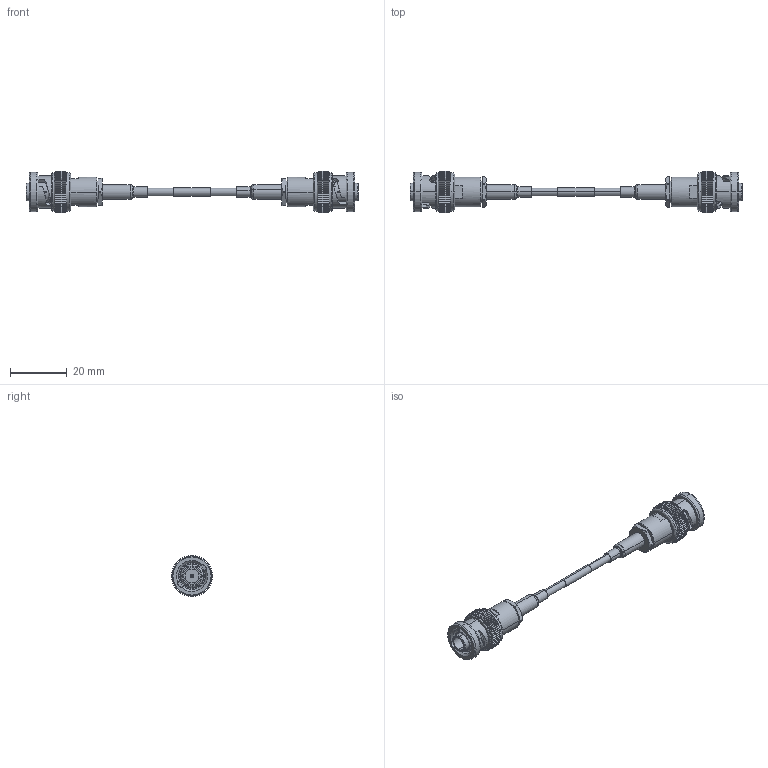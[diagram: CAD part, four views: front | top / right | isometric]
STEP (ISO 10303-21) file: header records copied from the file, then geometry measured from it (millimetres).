
FILE_DESCRIPTION (( 'STEP AP214' ), '1' );
FILE_NAME ('FMCA100065_3D.step', '2024-07-31T22:46:17', ( '' ), ( '' ), 'SwSTEP 2.0', 'SolidWorks 2022', '' );
FILE_SCHEMA (( 'AUTOMOTIVE_DESIGN' ));
Length unit declared in the file: inch
Products named in the file (4): FMCN5245; RG188-HEATSHRINK_.75" Long; FMCA100065_3D; RG188A-U
Assembly tree (5 placements, depth 2):
  FMCA100065_3D
    RG188A-U
    FMCN5245  x2
    RG188-HEATSHRINK_.75" Long  x2
Bounding box: 116.84 x 14.46 x 14.46 mm (x, y, z)
Volume: 5508.1 mm3; surface area: 8054.4 mm2
Topology: 9 solids, 9 shells, 1038 faces, 2354 edges, 1360 vertices
Faces by surface type: plane 368, cone 318, cylinder 294, torus 34, bspline 24
Entity records: 16688 total; most frequent: CARTESIAN_POINT 4958, DIRECTION 2409, ORIENTED_EDGE 2372, EDGE_CURVE 1186, AXIS2_PLACEMENT_3D 1009, VERTEX_POINT 686, EDGE_LOOP 548, ADVANCED_FACE 524
